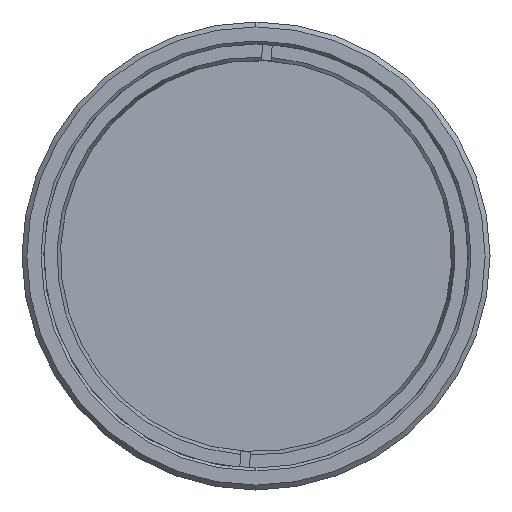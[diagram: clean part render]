
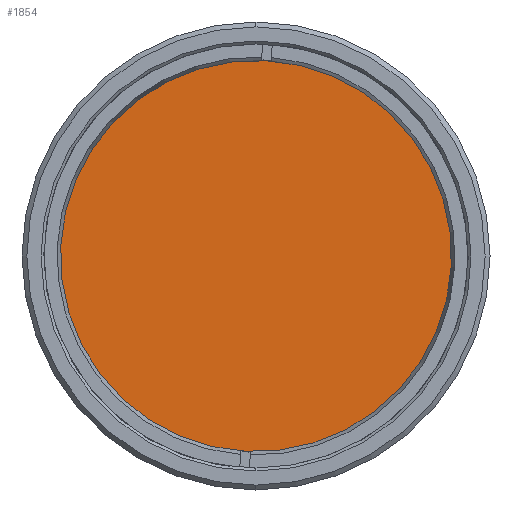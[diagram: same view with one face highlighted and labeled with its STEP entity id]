
A CAD part, left-side view. The second image highlights one B-rep face of the part: STEP entity #1854.
In plain terms, the highlighted planar face has unit normal (-1, 0, 0).
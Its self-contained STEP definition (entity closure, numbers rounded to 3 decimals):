
#48 = CARTESIAN_POINT ( 'NONE',  ( 0., 0., 0. ) ) ;
#88 = AXIS2_PLACEMENT_3D ( 'NONE', #2158, #960, #1483 ) ;
#100 = VERTEX_POINT ( 'NONE', #353 ) ;
#236 = CIRCLE ( 'NONE', #88, 20.054 ) ;
#244 = DIRECTION ( 'NONE',  ( -1., 0., 0. ) ) ;
#353 = CARTESIAN_POINT ( 'NONE',  ( 0., -1.072, 20.025 ) ) ;
#418 = CARTESIAN_POINT ( 'NONE',  ( 0., 1.072, -20.025 ) ) ;
#513 = ORIENTED_EDGE ( 'NONE', *, *, #1833, .F. ) ;
#681 = VERTEX_POINT ( 'NONE', #418 ) ;
#960 = DIRECTION ( 'NONE',  ( 1., 0., 0. ) ) ;
#1037 = ORIENTED_EDGE ( 'NONE', *, *, #2082, .F. ) ;
#1085 = PLANE ( 'NONE',  #2197 ) ;
#1258 = FACE_OUTER_BOUND ( 'NONE', #2042, .T. ) ;
#1419 = CARTESIAN_POINT ( 'NONE',  ( 0., 0., 0. ) ) ;
#1483 = DIRECTION ( 'NONE',  ( 0., 0., 1. ) ) ;
#1592 = DIRECTION ( 'NONE',  ( 0., 0., 1. ) ) ;
#1742 = AXIS2_PLACEMENT_3D ( 'NONE', #1419, #2105, #2118 ) ;
#1833 = EDGE_CURVE ( 'NONE', #681, #100, #1916, .T. ) ;
#1854 = ADVANCED_FACE ( 'NONE', ( #1258 ), #1085, .T. ) ;
#1916 = CIRCLE ( 'NONE', #1742, 20.054 ) ;
#2042 = EDGE_LOOP ( 'NONE', ( #1037, #513 ) ) ;
#2082 = EDGE_CURVE ( 'NONE', #100, #681, #236, .T. ) ;
#2105 = DIRECTION ( 'NONE',  ( 1., 0., 0. ) ) ;
#2118 = DIRECTION ( 'NONE',  ( 0., 0., 1. ) ) ;
#2158 = CARTESIAN_POINT ( 'NONE',  ( 0., 0., 0. ) ) ;
#2197 = AXIS2_PLACEMENT_3D ( 'NONE', #48, #244, #1592 ) ;
